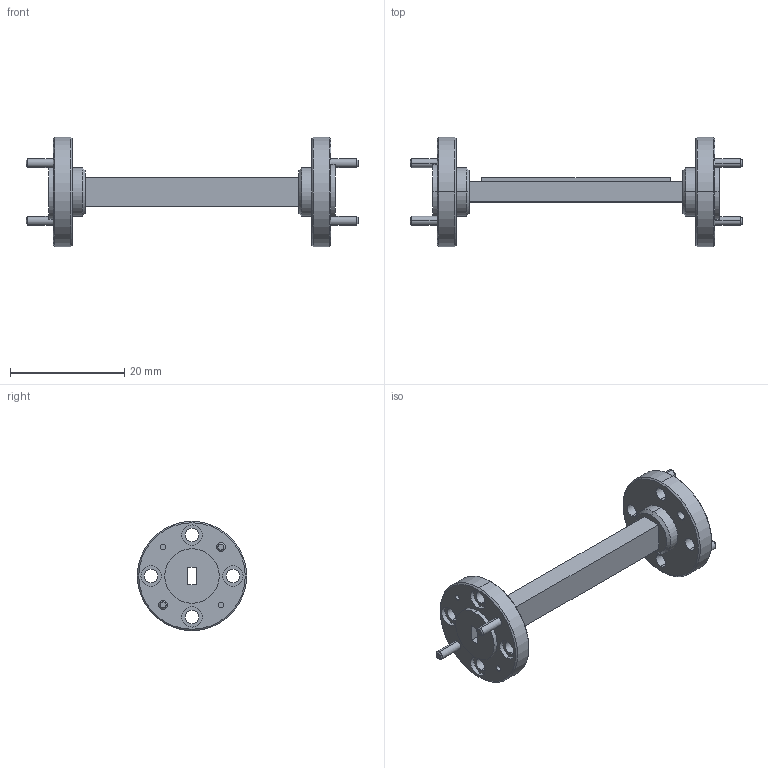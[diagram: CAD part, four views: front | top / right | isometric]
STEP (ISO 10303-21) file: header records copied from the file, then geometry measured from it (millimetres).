
FILE_DESCRIPTION (( 'STEP AP214' ), '1' );
FILE_NAME ('FMWAT1020-10_3D.step', '2024-08-22T16:52:25', ( '' ), ( '' ), 'SwSTEP 2.0', 'SolidWorks 2022', '' );
FILE_SCHEMA (( 'AUTOMOTIVE_DESIGN' ));
Length unit declared in the file: millimetre
Products named in the file (1): FMWAT1020-10_3D
Bounding box: 58 x 19.1 x 19.1 mm (x, y, z)
Volume: 2627.6 mm3; surface area: 3063.9 mm2
Topology: 1 solids, 1 shells, 113 faces, 256 edges, 164 vertices
Faces by surface type: cylinder 60, plane 33, cone 20
Entity records: 3296 total; most frequent: DIRECTION 624, CARTESIAN_POINT 534, ORIENTED_EDGE 512, EDGE_CURVE 256, AXIS2_PLACEMENT_3D 254, VERTEX_POINT 164, EDGE_LOOP 158, CIRCLE 140
